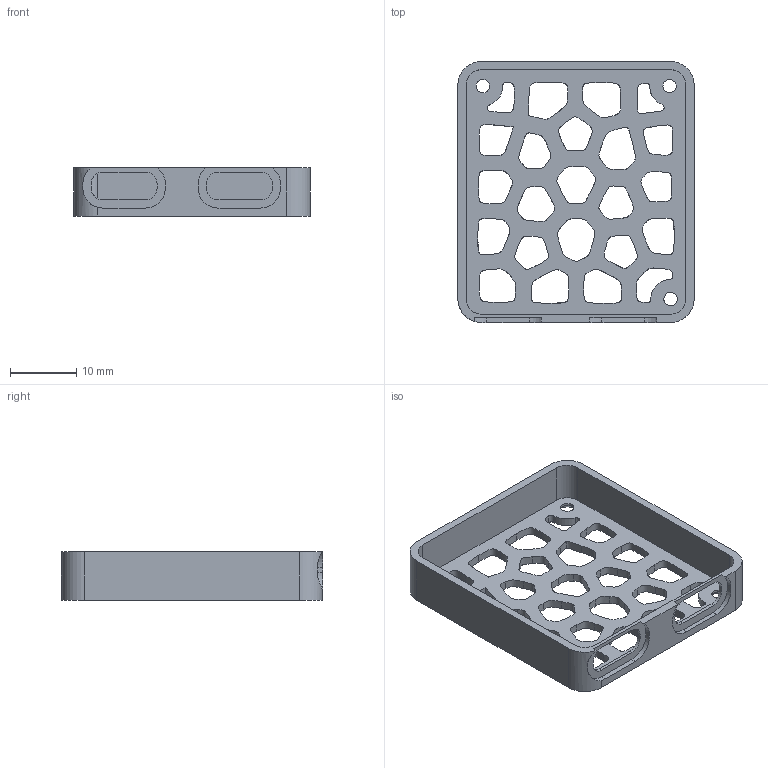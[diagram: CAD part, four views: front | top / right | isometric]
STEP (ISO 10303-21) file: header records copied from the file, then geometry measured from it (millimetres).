
FILE_DESCRIPTION(/* description */ (''),/* implementation_level */ '2;1');
FILE_NAME(/* name */ '200micron Case Bottom.step',/* time_stamp */ '2026-02-01T19:54:02-05:00',/* author */ (''),/* organization */ (''),/* preprocessor_version */ 'ST-DEVELOPER v20.1',/* originating_system */ 'Autodesk Translation Framework v14.24.0.0',/* authorisation */ '');
FILE_SCHEMA (('AUTOMOTIVE_DESIGN { 1 0 10303 214 3 1 1 }'));
Length unit declared in the file: millimetre
Products named in the file (1): 200micron Case Bottom
Bounding box: 35.66 x 39.4 x 7.25 mm (x, y, z)
Volume: 2017.9 mm3; surface area: 4046.8 mm2
Topology: 1 solids, 1 shells, 185 faces, 551 edges, 368 vertices
Faces by surface type: bspline 119, cylinder 37, plane 26, cone 3
Full cylindrical faces by diameter (mm): 2 x2
Entity records: 6901 total; most frequent: CARTESIAN_POINT 2787, ORIENTED_EDGE 1102, EDGE_CURVE 551, DIRECTION 518, VERTEX_POINT 368, EDGE_LOOP 241, LINE 228, VECTOR 228
